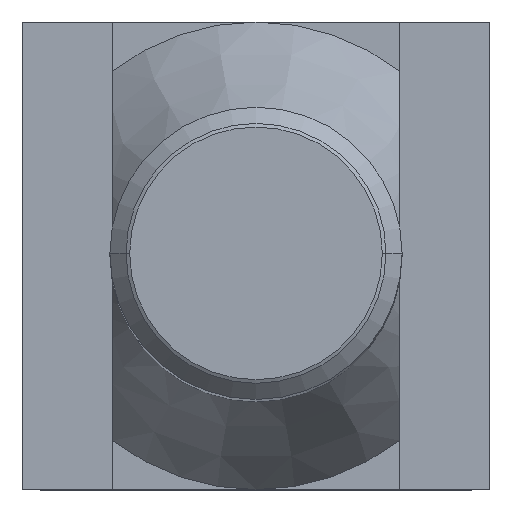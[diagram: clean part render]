
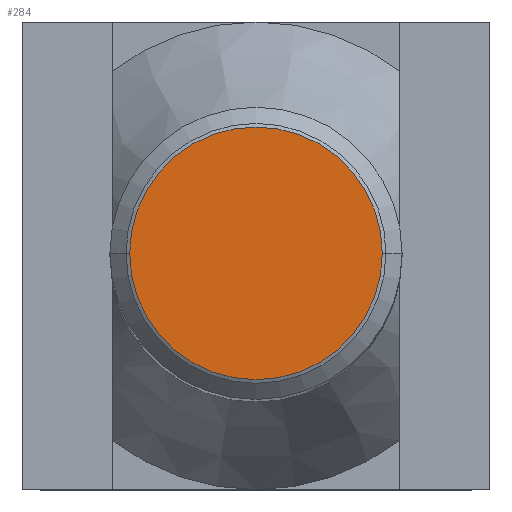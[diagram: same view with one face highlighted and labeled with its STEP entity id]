
A CAD part, top view. The second image highlights one B-rep face of the part: STEP entity #284.
In plain terms, the highlighted planar face has unit normal (0, 0, 1).
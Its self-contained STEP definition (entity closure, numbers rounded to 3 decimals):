
#246=EDGE_CURVE('',#312,#380,#512,.T.);
#272=EDGE_CURVE('',#380,#312,#544,.T.);
#284=ADVANCED_FACE('',(#557),#558,.T.);
#312=VERTEX_POINT('',#589);
#380=VERTEX_POINT('',#662);
#512=CIRCLE('',#835,8.647);
#544=CIRCLE('',#875,8.647);
#557=FACE_OUTER_BOUND('',#895,.T.);
#558=PLANE('',#896);
#589=CARTESIAN_POINT('',(-8.647,0.,100.0));
#662=CARTESIAN_POINT('',(8.647,0.,100.0));
#835=AXIS2_PLACEMENT_3D('',#1210,#1211,#1212);
#875=AXIS2_PLACEMENT_3D('',#1265,#1266,#1267);
#895=EDGE_LOOP('',(#1283,#1284));
#896=AXIS2_PLACEMENT_3D('',#1285,#1286,#1287);
#1210=CARTESIAN_POINT('',(0.,0.,100.0));
#1211=DIRECTION('',(0.0,-0.0,1.0));
#1212=DIRECTION('',(1.0,0.,0.0));
#1265=CARTESIAN_POINT('',(0.,0.,100.0));
#1266=DIRECTION('',(0.0,-0.0,1.0));
#1267=DIRECTION('',(1.0,0.,0.0));
#1283=ORIENTED_EDGE('',*,*,#272,.T.);
#1284=ORIENTED_EDGE('',*,*,#246,.T.);
#1285=CARTESIAN_POINT('',(-4.375,0.,100.0));
#1286=DIRECTION('',(0.0,0.0,1.0));
#1287=DIRECTION('',(-1.0,0.,0.0));
